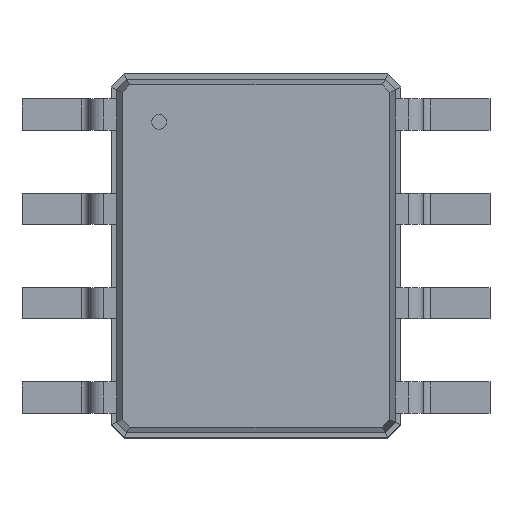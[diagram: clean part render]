
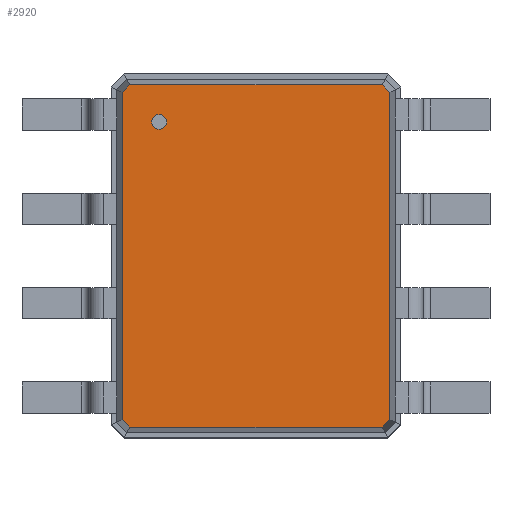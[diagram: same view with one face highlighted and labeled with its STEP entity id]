
A CAD part, top view. The second image highlights one B-rep face of the part: STEP entity #2920.
In plain terms, the highlighted planar face has unit normal (0, 0, 1).
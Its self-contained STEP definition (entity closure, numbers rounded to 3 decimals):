
#13=DIRECTION('',(0.,0.,1.));
#27=VECTOR('',#28,1.);
#28=DIRECTION('',(1.,0.,0.));
#34=VECTOR('',#35,1.);
#35=DIRECTION('',(0.,-1.,0.));
#118=VECTOR('',#119,1.);
#119=DIRECTION('',(0.707,0.707,0.));
#125=VECTOR('',#126,1.);
#126=DIRECTION('',(0.,1.,0.));
#132=VECTOR('',#133,1.);
#133=DIRECTION('',(-0.707,0.707,0.));
#139=VECTOR('',#140,1.);
#140=DIRECTION('',(-1.,0.,0.));
#146=VECTOR('',#147,1.);
#147=DIRECTION('',(-0.707,-0.707,0.));
#156=VECTOR('',#157,1.);
#157=DIRECTION('',(0.707,-0.707,0.));
#2073=VERTEX_POINT('',#2074);
#2074=CARTESIAN_POINT('',(1.702,2.304,1.1));
#2076=ORIENTED_EDGE('',*,*,#2077,.F.);
#2077=EDGE_CURVE('',#2078,#2073,#2080,.T.);
#2078=VERTEX_POINT('',#2079);
#2079=CARTESIAN_POINT('',(-1.702,2.304,1.1));
#2080=LINE('',#2079,#27);
#2090=ORIENTED_EDGE('',*,*,#2091,.F.);
#2091=EDGE_CURVE('',#2092,#2078,#2094,.T.);
#2092=VERTEX_POINT('',#2093);
#2093=CARTESIAN_POINT('',(-1.804,2.202,1.1));
#2094=LINE('',#2093,#118);
#2105=VERTEX_POINT('',#2106);
#2106=CARTESIAN_POINT('',(1.804,2.202,1.1));
#2108=ORIENTED_EDGE('',*,*,#2109,.F.);
#2109=EDGE_CURVE('',#2073,#2105,#2110,.T.);
#2110=LINE('',#2074,#156);
#2130=ORIENTED_EDGE('',*,*,#2131,.F.);
#2131=EDGE_CURVE('',#2132,#2092,#2134,.T.);
#2132=VERTEX_POINT('',#2133);
#2133=CARTESIAN_POINT('',(-1.804,-2.202,1.1));
#2134=LINE('',#2133,#125);
#2516=VERTEX_POINT('',#2517);
#2517=CARTESIAN_POINT('',(1.804,-2.202,1.1));
#2519=ORIENTED_EDGE('',*,*,#2520,.F.);
#2520=EDGE_CURVE('',#2105,#2516,#2521,.T.);
#2521=LINE('',#2106,#34);
#2887=ORIENTED_EDGE('',*,*,#2888,.F.);
#2888=EDGE_CURVE('',#2889,#2132,#2891,.T.);
#2889=VERTEX_POINT('',#2890);
#2890=CARTESIAN_POINT('',(-1.702,-2.304,1.1));
#2891=LINE('',#2890,#132);
#2902=VERTEX_POINT('',#2903);
#2903=CARTESIAN_POINT('',(1.702,-2.304,1.1));
#2905=ORIENTED_EDGE('',*,*,#2906,.F.);
#2906=EDGE_CURVE('',#2516,#2902,#2907,.T.);
#2907=LINE('',#2517,#146);
#2915=ORIENTED_EDGE('',*,*,#2916,.F.);
#2916=EDGE_CURVE('',#2902,#2889,#2917,.T.);
#2917=LINE('',#2903,#139);
#2920=ADVANCED_FACE('',(#2921,#2923),#2932,.T.);
#2921=FACE_BOUND('',#2922,.T.);
#2922=EDGE_LOOP('',(#2076,#2090,#2130,#2887,#2915,#2905,#2519,#2108));
#2923=FACE_BOUND('',#2924,.T.);
#2924=EDGE_LOOP('',(#2925));
#2925=ORIENTED_EDGE('',*,*,#2926,.F.);
#2926=EDGE_CURVE('',#2927,#2927,#2929,.T.);
#2927=VERTEX_POINT('',#2928);
#2928=CARTESIAN_POINT('',(-1.304,1.704,1.1));
#2929=CIRCLE('',#2930,0.1);
#2930=AXIS2_PLACEMENT_3D('',#2931,#13,#35);
#2931=CARTESIAN_POINT('',(-1.304,1.804,1.1));
#2932=PLANE('',#2933);
#2933=AXIS2_PLACEMENT_3D('',#2079,#13,#2934);
#2934=DIRECTION('',(0.594,-0.804,0.));
